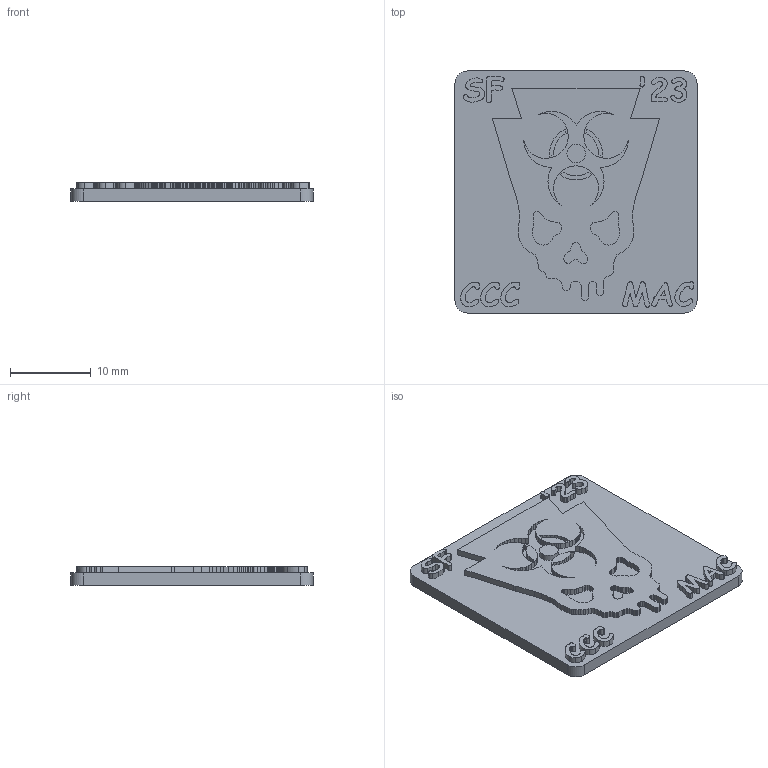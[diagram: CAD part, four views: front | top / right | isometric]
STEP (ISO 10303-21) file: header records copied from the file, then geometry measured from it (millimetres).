
FILE_DESCRIPTION(/* description */ (''),/* implementation_level */ '2;1');
FILE_NAME(/* name */ 'Face Plate SF23_1.stp',/* time_stamp */ '2025-04-10T01:34:41-04:00',/* author */ ('Ryan'),/* organization */ (''),/* preprocessor_version */ 'ST-DEVELOPER v20',/* originating_system */ 'Autodesk Inventor 2024',/* authorisation */ '');
FILE_SCHEMA (('AUTOMOTIVE_DESIGN { 1 0 10303 214 3 1 1 }'));
Length unit declared in the file: inch
Products named in the file (1): Face Plate SF23_1
Bounding box: 30 x 30 x 2.29 mm (x, y, z)
Volume: 1591.2 mm3; surface area: 2882.3 mm2
Topology: 2 solids, 2 shells, 831 faces, 2430 edges, 1620 vertices
Faces by surface type: plane 574, bspline 244, cylinder 9, cone 4
Full cylindrical faces by diameter (mm): 2.286 x1, 3.175 x4
Entity records: 27686 total; most frequent: CARTESIAN_POINT 7234, ORIENTED_EDGE 4860, DIRECTION 3144, EDGE_CURVE 2430, LINE 1916, VECTOR 1916, VERTEX_POINT 1620, EDGE_LOOP 862
